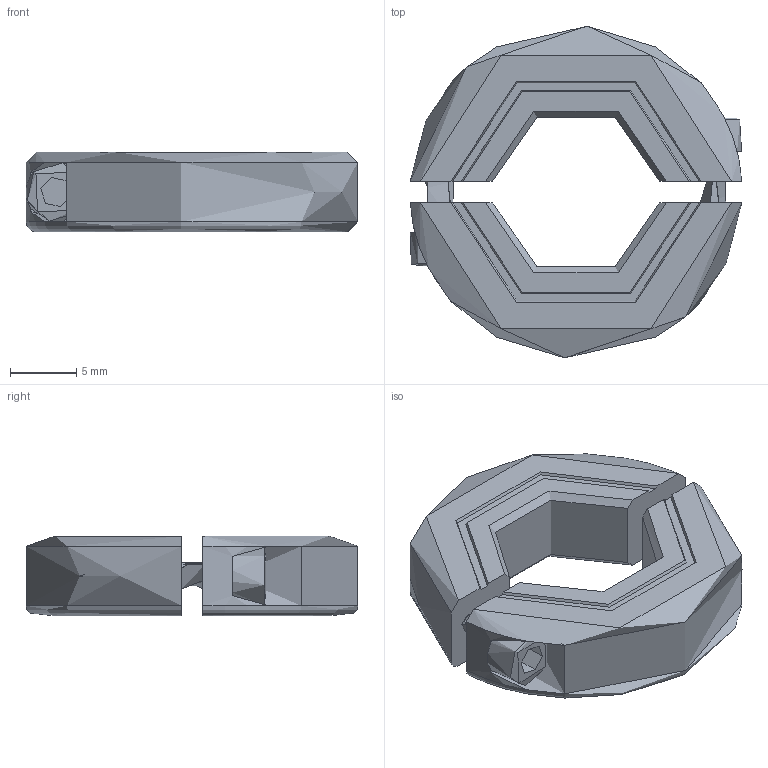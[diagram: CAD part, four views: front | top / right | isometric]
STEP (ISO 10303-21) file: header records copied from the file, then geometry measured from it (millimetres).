
FILE_DESCRIPTION(/* description */ (''),/* implementation_level */ '2;1');
FILE_NAME(/* name */ 'ENSP25-8-A_Purple.stp',/* time_stamp */ '2019-12-05T16:49:27-08:00',/* author */ ('Phillips Lenovo'),/* organization */ ('Autodesk Inc.'),/* preprocessor_version */ 'ST-DEVELOPER v18',/* originating_system */ 'Autodesk Inventor 2020',/* authorisation */ '');
FILE_SCHEMA (('AUTOMOTIVE_DESIGN { 1 0 10303 214 3 1 1 }'));
Length unit declared in the file: metre
Products named in the file (1): ENSP25-8-A_Purple
Bounding box: 24.95 x 24.94 x 6 mm (x, y, z)
Volume: 2008.2 mm3; surface area: 1783.1 mm2
Topology: 1 solids, 1 shells, 111 faces, 321 edges, 214 vertices
Faces by surface type: cylinder 47, plane 32, cone 12, bspline 12, torus 8
Full cylindrical faces by diameter (mm): 2.057 x17, 2.5 x14, 2.718 x2, 4.5 x2
Entity records: 30435 total; most frequent: CARTESIAN_POINT 27624, ORIENTED_EDGE 642, DIRECTION 463, EDGE_CURVE 321, VERTEX_POINT 214, AXIS2_PLACEMENT_3D 173, B_SPLINE_CURVE_WITH_KNOTS 131, EDGE_LOOP 119
